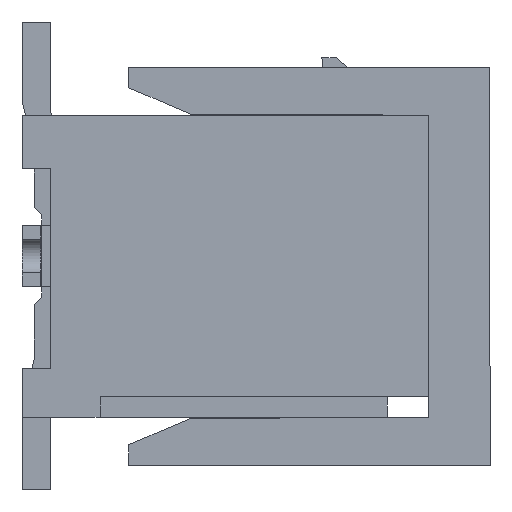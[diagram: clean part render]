
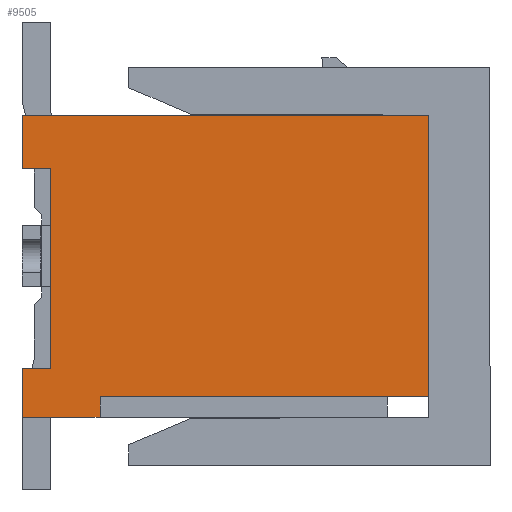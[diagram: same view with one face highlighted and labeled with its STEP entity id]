
A CAD part, left-side view. The second image highlights one B-rep face of the part: STEP entity #9505.
In plain terms, the highlighted planar face has unit normal (-1, 0, 0).
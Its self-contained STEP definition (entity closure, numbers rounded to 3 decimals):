
#1157=ORIENTED_EDGE('',*,*,#3726,.F.);
#1158=ORIENTED_EDGE('',*,*,#3724,.F.);
#1159=ORIENTED_EDGE('',*,*,#3820,.F.);
#1160=ORIENTED_EDGE('',*,*,#3821,.F.);
#1161=ORIENTED_EDGE('',*,*,#3809,.T.);
#1162=ORIENTED_EDGE('',*,*,#3150,.T.);
#1163=ORIENTED_EDGE('',*,*,#3822,.T.);
#1164=ORIENTED_EDGE('',*,*,#3684,.F.);
#1165=ORIENTED_EDGE('',*,*,#3688,.F.);
#1166=ORIENTED_EDGE('',*,*,#3626,.F.);
#3150=EDGE_CURVE('',#4540,#4539,#5463,.T.);
#3626=EDGE_CURVE('',#4967,#4968,#5907,.T.);
#3684=EDGE_CURVE('',#5020,#5021,#5965,.T.);
#3688=EDGE_CURVE('',#4968,#5020,#5969,.T.);
#3724=EDGE_CURVE('',#5044,#5038,#6005,.T.);
#3726=EDGE_CURVE('',#5038,#4967,#6006,.T.);
#3809=EDGE_CURVE('',#5105,#4540,#6089,.T.);
#3820=EDGE_CURVE('',#5110,#5044,#6100,.T.);
#3821=EDGE_CURVE('',#5105,#5110,#6101,.T.);
#3822=EDGE_CURVE('',#4539,#5021,#6102,.T.);
#4539=VERTEX_POINT('',#13220);
#4540=VERTEX_POINT('',#13222);
#4967=VERTEX_POINT('',#14197);
#4968=VERTEX_POINT('',#14199);
#5020=VERTEX_POINT('',#14315);
#5021=VERTEX_POINT('',#14317);
#5038=VERTEX_POINT('',#14373);
#5044=VERTEX_POINT('',#14385);
#5105=VERTEX_POINT('',#14540);
#5110=VERTEX_POINT('',#14558);
#5463=LINE('',#13221,#6772);
#5907=LINE('',#14198,#7216);
#5965=LINE('',#14316,#7274);
#5969=LINE('',#14323,#7278);
#6005=LINE('',#14386,#7314);
#6006=LINE('',#14389,#7315);
#6089=LINE('',#14539,#7398);
#6100=LINE('',#14559,#7409);
#6101=LINE('',#14561,#7410);
#6102=LINE('',#14562,#7411);
#6772=VECTOR('',#10654,1000.);
#7216=VECTOR('',#11308,1000.);
#7274=VECTOR('',#11380,1000.);
#7278=VECTOR('',#11386,1000.);
#7314=VECTOR('',#11432,1000.);
#7315=VECTOR('',#11437,1000.);
#7398=VECTOR('',#11534,1000.);
#7409=VECTOR('',#11551,1000.);
#7410=VECTOR('',#11554,1000.);
#7411=VECTOR('',#11555,1000.);
#8100=EDGE_LOOP('',(#1157,#1158,#1159,#1160,#1161,#1162,#1163,#1164,#1165,
#1166));
#8609=FACE_BOUND('',#8100,.T.);
#9078=PLANE('',#10055);
#9505=ADVANCED_FACE('',(#8609),#9078,.T.);
#10055=AXIS2_PLACEMENT_3D('',#14560,#11552,#11553);
#10654=DIRECTION('',(0.,0.,1.));
#11308=DIRECTION('',(0.,0.,1.));
#11380=DIRECTION('',(0.,0.,1.));
#11386=DIRECTION('',(0.,1.,0.));
#11432=DIRECTION('',(0.,0.,1.));
#11437=DIRECTION('',(0.,-1.,0.));
#11534=DIRECTION('',(0.,-1.,0.));
#11551=DIRECTION('',(0.,1.,0.));
#11552=DIRECTION('',(-1.,0.,0.));
#11553=DIRECTION('',(0.,0.,1.));
#11554=DIRECTION('',(0.,0.,-1.));
#11555=DIRECTION('',(0.,1.,0.));
#13220=CARTESIAN_POINT('',(-15.35,-4.95,3.68));
#13221=CARTESIAN_POINT('',(-15.35,-4.95,-3.68));
#13222=CARTESIAN_POINT('',(-15.35,-4.95,-3.18));
#14197=CARTESIAN_POINT('',(-15.35,4.25,-2.48));
#14198=CARTESIAN_POINT('',(-15.35,4.25,-2.48));
#14199=CARTESIAN_POINT('',(-15.35,4.25,2.37));
#14315=CARTESIAN_POINT('',(-15.35,4.95,2.37));
#14316=CARTESIAN_POINT('',(-15.35,4.95,-3.68));
#14317=CARTESIAN_POINT('',(-15.35,4.95,3.68));
#14323=CARTESIAN_POINT('',(-15.35,4.25,2.37));
#14373=CARTESIAN_POINT('',(-15.35,4.95,-2.48));
#14385=CARTESIAN_POINT('',(-15.35,4.95,-3.68));
#14386=CARTESIAN_POINT('',(-15.35,4.95,-3.68));
#14389=CARTESIAN_POINT('',(-15.35,4.95,-2.48));
#14539=CARTESIAN_POINT('',(-15.35,-4.95,-3.18));
#14540=CARTESIAN_POINT('',(-15.35,3.05,-3.18));
#14558=CARTESIAN_POINT('',(-15.35,3.05,-3.68));
#14559=CARTESIAN_POINT('',(-15.35,-4.95,-3.68));
#14560=CARTESIAN_POINT('',(-15.35,-4.95,-3.68));
#14561=CARTESIAN_POINT('',(-15.35,3.05,-3.18));
#14562=CARTESIAN_POINT('',(-15.35,-4.95,3.68));
